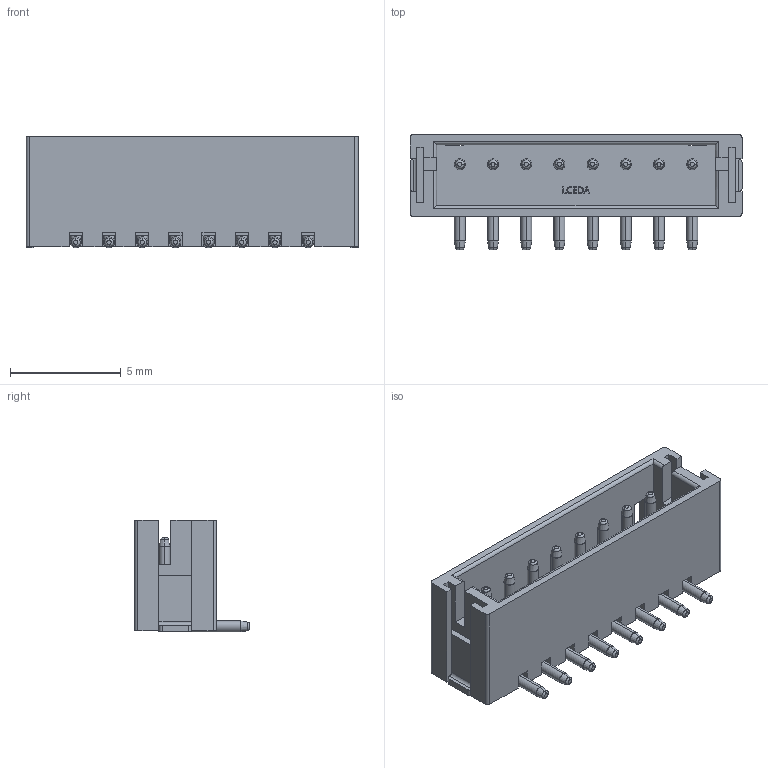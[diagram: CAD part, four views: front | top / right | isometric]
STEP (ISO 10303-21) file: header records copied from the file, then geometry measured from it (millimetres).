
FILE_DESCRIPTION (( 'STEP AP214' ), '1' );
FILE_NAME ('CONN-SMD_ZH1.5-LS-8P.step', '2022-08-08T03:46:50', ( '' ), ( '' ), 'SwSTEP 2.0', 'SolidWorks 2020', '' );
FILE_SCHEMA (( 'AUTOMOTIVE_DESIGN' ));
Length unit declared in the file: millimetre
Products named in the file (1): CONN-SMD_ZH1.5-LS-8P
Bounding box: 15 x 5.2 x 5.05 mm (x, y, z)
Volume: 129.5 mm3; surface area: 567.8 mm2
Topology: 16 solids, 16 shells, 590 faces, 1481 edges, 942 vertices
Faces by surface type: plane 316, bspline 112, torus 80, cylinder 50, cone 32
Entity records: 25492 total; most frequent: CARTESIAN_POINT 5306, ORIENTED_EDGE 2962, DIRECTION 2459, EDGE_CURVE 1481, LINE 965, VECTOR 965, VERTEX_POINT 942, AXIS2_PLACEMENT_3D 747
